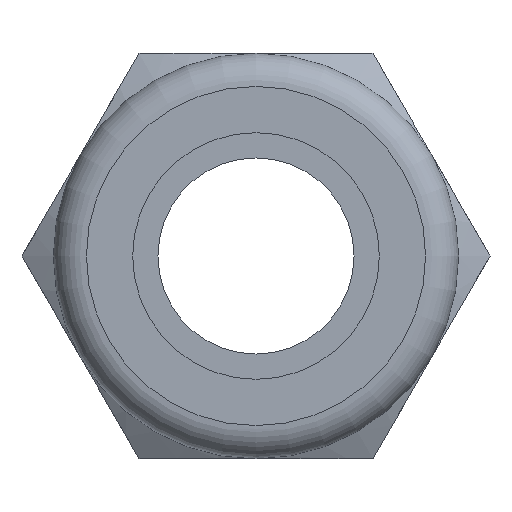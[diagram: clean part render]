
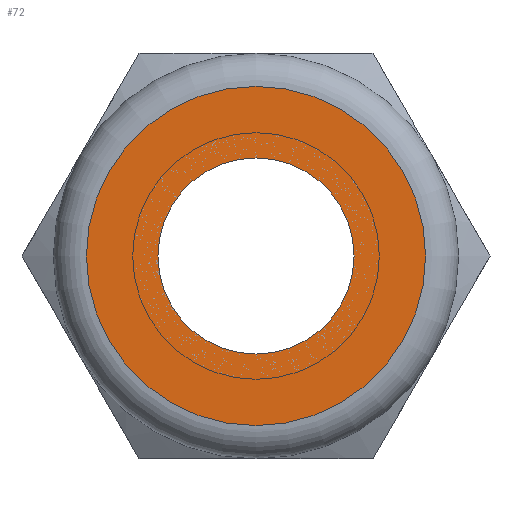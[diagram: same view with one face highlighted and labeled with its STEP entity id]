
A CAD part, front view. The second image highlights one B-rep face of the part: STEP entity #72.
In plain terms, the highlighted planar face has unit normal (0, -1, 0).
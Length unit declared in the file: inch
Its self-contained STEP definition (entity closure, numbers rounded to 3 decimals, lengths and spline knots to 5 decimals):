
#36=CARTESIAN_POINT('',(0.,-0.11,0.));
#37=DIRECTION('',(0.,-1.,0.));
#38=DIRECTION('',(0.,0.,-1.));
#39=AXIS2_PLACEMENT_3D('',#36,#37,#38);
#40=CIRCLE('',#39,0.077);
#41=EDGE_CURVE('',#43,#43,#40,.T.);
#42=CARTESIAN_POINT('',(0.,-0.11,-0.077));
#43=VERTEX_POINT('',#42);
#53=CARTESIAN_POINT('',(0.,-0.11,0.));
#54=DIRECTION('',(0.,-1.,0.));
#55=DIRECTION('',(0.,0.,-1.));
#56=AXIS2_PLACEMENT_3D('',#53,#54,#55);
#57=CIRCLE('',#56,0.0445);
#58=EDGE_CURVE('',#60,#60,#57,.T.);
#59=CARTESIAN_POINT('',(0.,-0.11,-0.0445));
#60=VERTEX_POINT('',#59);
#61=ORIENTED_EDGE('',*,*,#58,.F.);
#62=EDGE_LOOP('',(#61));
#63=FACE_BOUND('',#62,.T.);
#64=ORIENTED_EDGE('',*,*,#41,.T.);
#65=EDGE_LOOP('',(#64));
#66=FACE_BOUND('',#65,.T.);
#67=CARTESIAN_POINT('',(0.,-0.11,0.));
#68=DIRECTION('',(0.,-1.,0.));
#69=DIRECTION('',(0.,0.,-1.));
#70=AXIS2_PLACEMENT_3D('',#67,#68,#69);
#71=PLANE('',#70);
#72=ADVANCED_FACE('',(#63,#66),#71,.T.);
